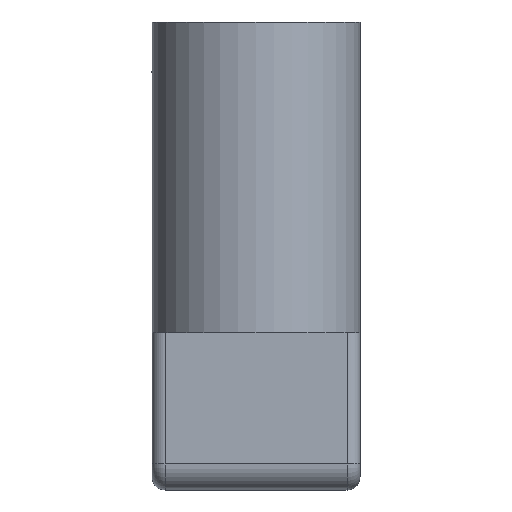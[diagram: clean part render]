
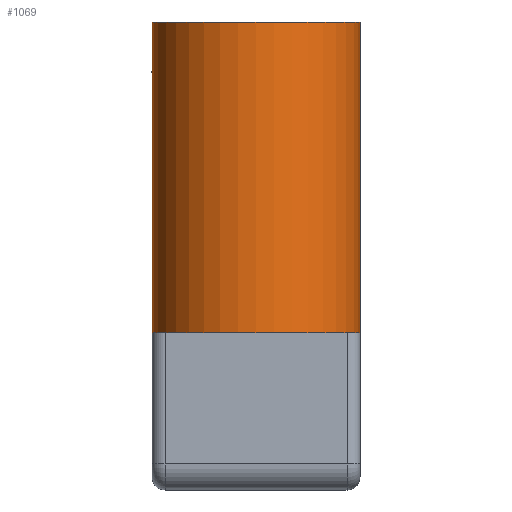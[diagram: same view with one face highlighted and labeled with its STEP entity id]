
A CAD part, front view. The second image highlights one B-rep face of the part: STEP entity #1069.
In plain terms, the highlighted cylindrical face has radius 12.7 mm (diameter 25.4 mm), a partial arc.
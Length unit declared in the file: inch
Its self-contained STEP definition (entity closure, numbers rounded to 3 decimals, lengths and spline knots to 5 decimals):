
#24 = CARTESIAN_POINT ( 'NONE',  ( 0.5, 0., -1.495 ) ) ;
#42 = CARTESIAN_POINT ( 'NONE',  ( -0.5, 0., -1.375 ) ) ;
#72 = DIRECTION ( 'NONE',  ( 0., 0., 1. ) ) ;
#103 = ORIENTED_EDGE ( 'NONE', *, *, #420, .T. ) ;
#117 = VERTEX_POINT ( 'NONE', #1205 ) ;
#160 = AXIS2_PLACEMENT_3D ( 'NONE', #1106, #1981, #642 ) ;
#172 = VERTEX_POINT ( 'NONE', #2069 ) ;
#258 = DIRECTION ( 'NONE',  ( 0., 0., 1. ) ) ;
#286 = DIRECTION ( 'NONE',  ( 0., 0., 1. ) ) ;
#301 = VERTEX_POINT ( 'NONE', #42 ) ;
#329 = VERTEX_POINT ( 'NONE', #424 ) ;
#351 = ORIENTED_EDGE ( 'NONE', *, *, #993, .F. ) ;
#360 = CYLINDRICAL_SURFACE ( 'NONE', #160, 0.5 ) ;
#369 = CARTESIAN_POINT ( 'NONE',  ( -0.5, 0., 0. ) ) ;
#384 = CIRCLE ( 'NONE', #1846, 0.5 ) ;
#410 = CARTESIAN_POINT ( 'NONE',  ( 0., 0., 0. ) ) ;
#415 = VERTEX_POINT ( 'NONE', #798 ) ;
#416 = VERTEX_POINT ( 'NONE', #819 ) ;
#420 = EDGE_CURVE ( 'NONE', #329, #416, #1939, .T. ) ;
#424 = CARTESIAN_POINT ( 'NONE',  ( 0.5, 0., -1.375 ) ) ;
#490 = FACE_OUTER_BOUND ( 'NONE', #1199, .T. ) ;
#511 = VECTOR ( 'NONE', #1645, 39.37008 ) ;
#572 = LINE ( 'NONE', #1276, #1885 ) ;
#597 = VECTOR ( 'NONE', #286, 39.37008 ) ;
#642 = DIRECTION ( 'NONE',  ( 1., 0., 0. ) ) ;
#677 = ORIENTED_EDGE ( 'NONE', *, *, #902, .T. ) ;
#700 = ORIENTED_EDGE ( 'NONE', *, *, #1042, .F. ) ;
#737 = EDGE_CURVE ( 'NONE', #416, #921, #898, .T. ) ;
#798 = CARTESIAN_POINT ( 'NONE',  ( -0.5, 0., -1.495 ) ) ;
#818 = LINE ( 'NONE', #1647, #1418 ) ;
#819 = CARTESIAN_POINT ( 'NONE',  ( 0.5, 0., -0.125 ) ) ;
#898 = LINE ( 'NONE', #24, #1683 ) ;
#902 = EDGE_CURVE ( 'NONE', #415, #172, #384, .T. ) ;
#921 = VERTEX_POINT ( 'NONE', #1100 ) ;
#940 = CARTESIAN_POINT ( 'NONE',  ( -0.5, 0., -1.25 ) ) ;
#993 = EDGE_CURVE ( 'NONE', #415, #301, #818, .T. ) ;
#1042 = EDGE_CURVE ( 'NONE', #117, #1384, #572, .T. ) ;
#1069 = ADVANCED_FACE ( 'NONE', ( #490 ), #360, .T. ) ;
#1075 = DIRECTION ( 'NONE',  ( 1., 0., 0. ) ) ;
#1100 = CARTESIAN_POINT ( 'NONE',  ( 0.5, 0., 0. ) ) ;
#1106 = CARTESIAN_POINT ( 'NONE',  ( 0., 0., -1.495 ) ) ;
#1109 = CARTESIAN_POINT ( 'NONE',  ( 0.5, 0., -1.495 ) ) ;
#1115 = LINE ( 'NONE', #940, #511 ) ;
#1199 = EDGE_LOOP ( 'NONE', ( #351, #677, #1847, #103, #1328, #2184, #700, #2123 ) ) ;
#1205 = CARTESIAN_POINT ( 'NONE',  ( -0.5, 0., -0.125 ) ) ;
#1219 = DIRECTION ( 'NONE',  ( 0., 0., 1. ) ) ;
#1276 = CARTESIAN_POINT ( 'NONE',  ( -0.5, 0., -1.495 ) ) ;
#1328 = ORIENTED_EDGE ( 'NONE', *, *, #737, .T. ) ;
#1349 = CARTESIAN_POINT ( 'NONE',  ( 0.5, 0., -1.25 ) ) ;
#1384 = VERTEX_POINT ( 'NONE', #369 ) ;
#1418 = VECTOR ( 'NONE', #1469, 39.37008 ) ;
#1469 = DIRECTION ( 'NONE',  ( 0., 0., 1. ) ) ;
#1534 = LINE ( 'NONE', #1109, #1582 ) ;
#1575 = CIRCLE ( 'NONE', #2194, 0.5 ) ;
#1582 = VECTOR ( 'NONE', #258, 39.37008 ) ;
#1620 = DIRECTION ( 'NONE',  ( 0., 0., 1. ) ) ;
#1645 = DIRECTION ( 'NONE',  ( 0., 0., 1. ) ) ;
#1647 = CARTESIAN_POINT ( 'NONE',  ( -0.5, 0., -1.495 ) ) ;
#1683 = VECTOR ( 'NONE', #1219, 39.37008 ) ;
#1810 = DIRECTION ( 'NONE',  ( 1., 0., 0. ) ) ;
#1846 = AXIS2_PLACEMENT_3D ( 'NONE', #1946, #2120, #1075 ) ;
#1847 = ORIENTED_EDGE ( 'NONE', *, *, #1950, .T. ) ;
#1885 = VECTOR ( 'NONE', #72, 39.37008 ) ;
#1895 = EDGE_CURVE ( 'NONE', #301, #117, #1115, .T. ) ;
#1921 = EDGE_CURVE ( 'NONE', #1384, #921, #1575, .T. ) ;
#1939 = LINE ( 'NONE', #1349, #597 ) ;
#1946 = CARTESIAN_POINT ( 'NONE',  ( 0., 0., -1.495 ) ) ;
#1950 = EDGE_CURVE ( 'NONE', #172, #329, #1534, .T. ) ;
#1981 = DIRECTION ( 'NONE',  ( 0., 0., 1. ) ) ;
#2069 = CARTESIAN_POINT ( 'NONE',  ( 0.5, 0., -1.495 ) ) ;
#2120 = DIRECTION ( 'NONE',  ( 0., 0., 1. ) ) ;
#2123 = ORIENTED_EDGE ( 'NONE', *, *, #1895, .F. ) ;
#2184 = ORIENTED_EDGE ( 'NONE', *, *, #1921, .F. ) ;
#2194 = AXIS2_PLACEMENT_3D ( 'NONE', #410, #1620, #1810 ) ;
